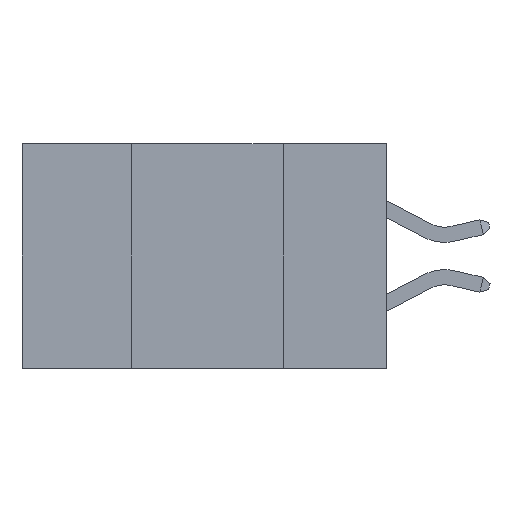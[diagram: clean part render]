
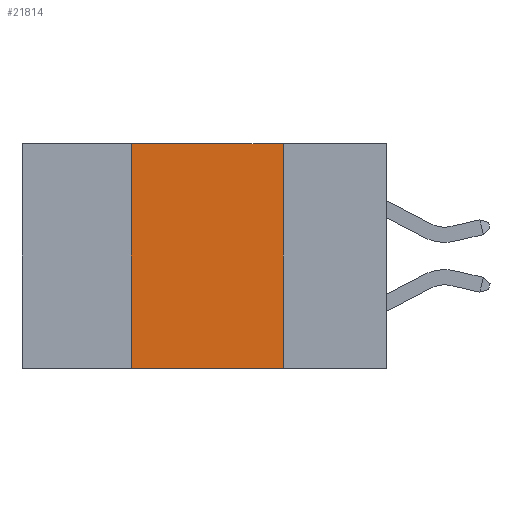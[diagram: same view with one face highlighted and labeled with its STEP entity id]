
A CAD part, left-side view. The second image highlights one B-rep face of the part: STEP entity #21814.
In plain terms, the highlighted planar face has unit normal (-1, 0, 0).
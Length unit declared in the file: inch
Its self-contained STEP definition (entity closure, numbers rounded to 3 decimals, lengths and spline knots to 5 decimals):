
#5 = EDGE_CURVE ( 'NONE', #11232, #4894, #803, .T. ) ;
#803 = LINE ( 'NONE', #12689, #12066 ) ;
#2515 = VECTOR ( 'NONE', #21066, 39.37008 ) ;
#2901 = EDGE_LOOP ( 'NONE', ( #15039, #21179, #13727, #16625 ) ) ;
#3394 = CARTESIAN_POINT ( 'NONE',  ( 0., 0.17, -0.37 ) ) ;
#4564 = VERTEX_POINT ( 'NONE', #28199 ) ;
#4894 = VERTEX_POINT ( 'NONE', #3394 ) ;
#6615 = CARTESIAN_POINT ( 'NONE',  ( 0., 0.17, 0. ) ) ;
#8162 = DIRECTION ( 'NONE',  ( 0., -1., 0. ) ) ;
#9784 = CARTESIAN_POINT ( 'NONE',  ( 0., 0.42, 0. ) ) ;
#11232 = VERTEX_POINT ( 'NONE', #22763 ) ;
#12066 = VECTOR ( 'NONE', #21965, 39.37008 ) ;
#12579 = EDGE_CURVE ( 'NONE', #22669, #4894, #13964, .T. ) ;
#12689 = CARTESIAN_POINT ( 'NONE',  ( 0., 0.6, -0.37 ) ) ;
#13219 = CARTESIAN_POINT ( 'NONE',  ( 0., 0.6, 0. ) ) ;
#13704 = FACE_OUTER_BOUND ( 'NONE', #2901, .T. ) ;
#13727 = ORIENTED_EDGE ( 'NONE', *, *, #19563, .F. ) ;
#13964 = LINE ( 'NONE', #6615, #15387 ) ;
#14528 = AXIS2_PLACEMENT_3D ( 'NONE', #13219, #15480, #28875 ) ;
#15039 = ORIENTED_EDGE ( 'NONE', *, *, #12579, .F. ) ;
#15387 = VECTOR ( 'NONE', #20836, 39.37008 ) ;
#15480 = DIRECTION ( 'NONE',  ( 1., 0., 0. ) ) ;
#16625 = ORIENTED_EDGE ( 'NONE', *, *, #5, .T. ) ;
#19350 = EDGE_CURVE ( 'NONE', #4564, #22669, #26472, .T. ) ;
#19468 = VECTOR ( 'NONE', #8162, 39.37008 ) ;
#19563 = EDGE_CURVE ( 'NONE', #11232, #4564, #20466, .T. ) ;
#20294 = PLANE ( 'NONE',  #14528 ) ;
#20466 = LINE ( 'NONE', #9784, #2515 ) ;
#20836 = DIRECTION ( 'NONE',  ( 0., 0., -1. ) ) ;
#21066 = DIRECTION ( 'NONE',  ( 0., 0., 1. ) ) ;
#21179 = ORIENTED_EDGE ( 'NONE', *, *, #19350, .F. ) ;
#21814 = ADVANCED_FACE ( 'NONE', ( #13704 ), #20294, .F. ) ;
#21965 = DIRECTION ( 'NONE',  ( 0., -1., 0. ) ) ;
#22669 = VERTEX_POINT ( 'NONE', #23831 ) ;
#22763 = CARTESIAN_POINT ( 'NONE',  ( 0., 0.42, -0.37 ) ) ;
#23831 = CARTESIAN_POINT ( 'NONE',  ( 0., 0.17, 0. ) ) ;
#26472 = LINE ( 'NONE', #28915, #19468 ) ;
#28199 = CARTESIAN_POINT ( 'NONE',  ( 0., 0.42, 0. ) ) ;
#28875 = DIRECTION ( 'NONE',  ( 0., 0., -1. ) ) ;
#28915 = CARTESIAN_POINT ( 'NONE',  ( 0., 0.6, 0. ) ) ;
